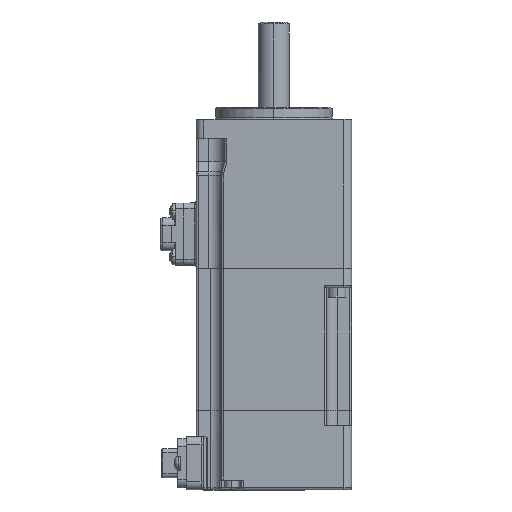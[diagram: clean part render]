
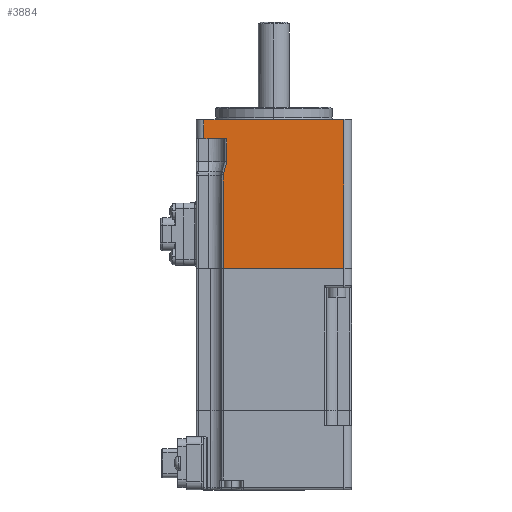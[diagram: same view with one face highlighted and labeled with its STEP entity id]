
A CAD part, top view. The second image highlights one B-rep face of the part: STEP entity #3884.
In plain terms, the highlighted planar face has unit normal (0, 0, 1).
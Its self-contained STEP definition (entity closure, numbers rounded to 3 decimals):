
#104 = LINE ( 'NONE', #16273, #13061 ) ;
#264 = CARTESIAN_POINT ( 'NONE',  ( 18., 38.2, 20. ) ) ;
#390 = LINE ( 'NONE', #6695, #23601 ) ;
#1205 = VERTEX_POINT ( 'NONE', #25367 ) ;
#2633 = LINE ( 'NONE', #8411, #22640 ) ;
#2654 = ORIENTED_EDGE ( 'NONE', *, *, #12127, .F. ) ;
#3222 = ORIENTED_EDGE ( 'NONE', *, *, #5486, .T. ) ;
#3798 = CIRCLE ( 'NONE', #8831, 2.5 ) ;
#3884 = ADVANCED_FACE ( 'NONE', ( #7288 ), #20721, .F. ) ;
#4034 = DIRECTION ( 'NONE',  ( 1., 0., 0. ) ) ;
#5171 = ORIENTED_EDGE ( 'NONE', *, *, #12009, .T. ) ;
#5300 = VECTOR ( 'NONE', #19305, 1000. ) ;
#5486 = EDGE_CURVE ( 'NONE', #22413, #11842, #19232, .T. ) ;
#5490 = CARTESIAN_POINT ( 'NONE',  ( -18., 0., 20. ) ) ;
#5529 = VERTEX_POINT ( 'NONE', #264 ) ;
#5928 = CARTESIAN_POINT ( 'NONE',  ( -13., 0., 20. ) ) ;
#6164 = CARTESIAN_POINT ( 'NONE',  ( 18., 41.4, 20. ) ) ;
#6695 = CARTESIAN_POINT ( 'NONE',  ( -12.163, 25.546, 20. ) ) ;
#7288 = FACE_OUTER_BOUND ( 'NONE', #8758, .T. ) ;
#7822 = EDGE_CURVE ( 'NONE', #19263, #24999, #2633, .T. ) ;
#7957 = CARTESIAN_POINT ( 'NONE',  ( -12.163, 33.263, 20. ) ) ;
#8411 = CARTESIAN_POINT ( 'NONE',  ( -8.935, 38.862, 20. ) ) ;
#8758 = EDGE_LOOP ( 'NONE', ( #2654, #10437, #5171, #9393, #18782, #19063, #13649, #3222, #23211 ) ) ;
#8831 = AXIS2_PLACEMENT_3D ( 'NONE', #13031, #11313, #19358 ) ;
#8956 = CARTESIAN_POINT ( 'NONE',  ( -18., 38.2, 20. ) ) ;
#9163 = CARTESIAN_POINT ( 'NONE',  ( -13., 24., 20. ) ) ;
#9393 = ORIENTED_EDGE ( 'NONE', *, *, #10528, .T. ) ;
#9654 = VERTEX_POINT ( 'NONE', #7957 ) ;
#9687 = CARTESIAN_POINT ( 'NONE',  ( -12.907, 24.674, 20. ) ) ;
#10437 = ORIENTED_EDGE ( 'NONE', *, *, #16881, .T. ) ;
#10528 = EDGE_CURVE ( 'NONE', #1205, #9654, #25366, .T. ) ;
#11313 = DIRECTION ( 'NONE',  ( 0., 0., 1. ) ) ;
#11400 = VERTEX_POINT ( 'NONE', #16311 ) ;
#11532 = LINE ( 'NONE', #5490, #25816 ) ;
#11842 = VERTEX_POINT ( 'NONE', #5928 ) ;
#12009 = EDGE_CURVE ( 'NONE', #22745, #1205, #23166, .T. ) ;
#12127 = EDGE_CURVE ( 'NONE', #5529, #11400, #21826, .T. ) ;
#12810 = DIRECTION ( 'NONE',  ( -1., 0., 0. ) ) ;
#12840 = AXIS2_PLACEMENT_3D ( 'NONE', #22835, #16895, #12810 ) ;
#13031 = CARTESIAN_POINT ( 'NONE',  ( -10.5, 24., 20. ) ) ;
#13061 = VECTOR ( 'NONE', #24050, 1000. ) ;
#13292 = CARTESIAN_POINT ( 'NONE',  ( -13., 41.4, 20. ) ) ;
#13649 = ORIENTED_EDGE ( 'NONE', *, *, #20546, .T. ) ;
#14592 = VECTOR ( 'NONE', #25804, 1000. ) ;
#16273 = CARTESIAN_POINT ( 'NONE',  ( -18., 38.2, 20. ) ) ;
#16287 = DIRECTION ( 'NONE',  ( 0., -1., 0. ) ) ;
#16311 = CARTESIAN_POINT ( 'NONE',  ( 18., 0., 20. ) ) ;
#16881 = EDGE_CURVE ( 'NONE', #5529, #22745, #104, .T. ) ;
#16895 = DIRECTION ( 'NONE',  ( 0., 0., -1. ) ) ;
#17315 = CARTESIAN_POINT ( 'NONE',  ( -18.14, 33.368, 20. ) ) ;
#17857 = CARTESIAN_POINT ( 'NONE',  ( -12.163, 27.331, 20. ) ) ;
#18666 = DIRECTION ( 'NONE',  ( 0., -1., 0. ) ) ;
#18782 = ORIENTED_EDGE ( 'NONE', *, *, #20836, .T. ) ;
#19063 = ORIENTED_EDGE ( 'NONE', *, *, #7822, .T. ) ;
#19075 = DIRECTION ( 'NONE',  ( 0., -1., 0. ) ) ;
#19232 = LINE ( 'NONE', #13292, #14592 ) ;
#19263 = VERTEX_POINT ( 'NONE', #17857 ) ;
#19305 = DIRECTION ( 'NONE',  ( 1., -0.017, 0. ) ) ;
#19358 = DIRECTION ( 'NONE',  ( -1., 0., 0. ) ) ;
#20546 = EDGE_CURVE ( 'NONE', #24999, #22413, #3798, .T. ) ;
#20721 = PLANE ( 'NONE',  #12840 ) ;
#20836 = EDGE_CURVE ( 'NONE', #9654, #19263, #390, .T. ) ;
#21049 = CARTESIAN_POINT ( 'NONE',  ( -18., 41.4, 20. ) ) ;
#21826 = LINE ( 'NONE', #6164, #25906 ) ;
#22413 = VERTEX_POINT ( 'NONE', #9163 ) ;
#22640 = VECTOR ( 'NONE', #24624, 1000. ) ;
#22745 = VERTEX_POINT ( 'NONE', #8956 ) ;
#22835 = CARTESIAN_POINT ( 'NONE',  ( -18., 41.4, 20. ) ) ;
#23166 = LINE ( 'NONE', #21049, #23792 ) ;
#23211 = ORIENTED_EDGE ( 'NONE', *, *, #23696, .T. ) ;
#23601 = VECTOR ( 'NONE', #18666, 1000. ) ;
#23696 = EDGE_CURVE ( 'NONE', #11842, #11400, #11532, .T. ) ;
#23792 = VECTOR ( 'NONE', #19075, 1000. ) ;
#24050 = DIRECTION ( 'NONE',  ( -1., 0., 0. ) ) ;
#24624 = DIRECTION ( 'NONE',  ( -0.27, -0.963, 0. ) ) ;
#24999 = VERTEX_POINT ( 'NONE', #9687 ) ;
#25366 = LINE ( 'NONE', #17315, #5300 ) ;
#25367 = CARTESIAN_POINT ( 'NONE',  ( -18., 33.365, 20. ) ) ;
#25804 = DIRECTION ( 'NONE',  ( 0., -1., 0. ) ) ;
#25816 = VECTOR ( 'NONE', #4034, 1000. ) ;
#25906 = VECTOR ( 'NONE', #16287, 1000. ) ;
